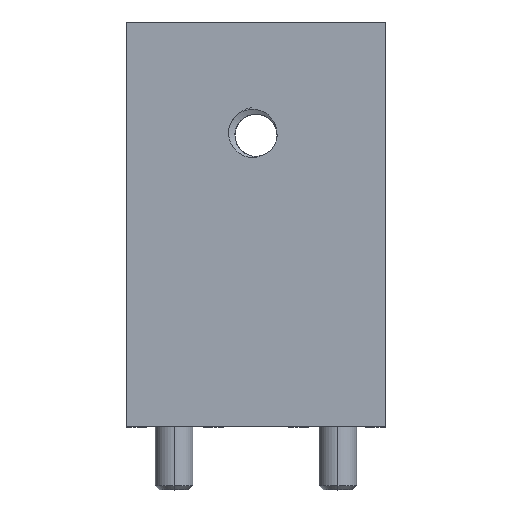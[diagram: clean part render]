
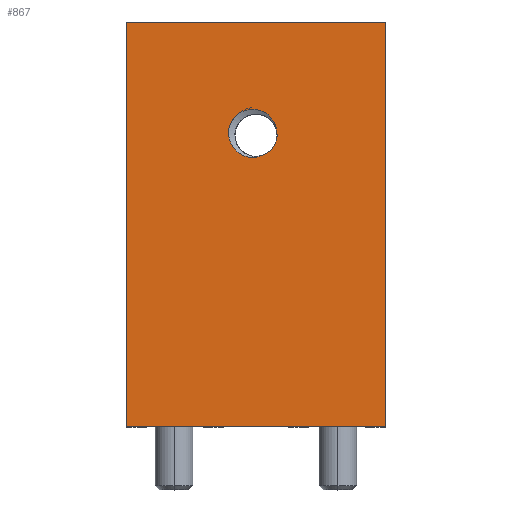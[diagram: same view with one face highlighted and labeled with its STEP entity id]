
A CAD part, top view. The second image highlights one B-rep face of the part: STEP entity #867.
In plain terms, the highlighted planar face has unit normal (0, 0, 1).
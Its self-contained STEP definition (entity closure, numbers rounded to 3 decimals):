
#1 = CARTESIAN_POINT ( 'NONE',  ( -1.042, 19.699, 3.454 ) ) ;
#113 = CARTESIAN_POINT ( 'NONE',  ( -8.128, 25.4, 3.454 ) ) ;
#153 = CARTESIAN_POINT ( 'NONE',  ( -0.672, 16.965, 3.454 ) ) ;
#201 = CARTESIAN_POINT ( 'NONE',  ( 1.088, 19.218, 3.454 ) ) ;
#232 = ORIENTED_EDGE ( 'NONE', *, *, #731, .F. ) ;
#242 = CARTESIAN_POINT ( 'NONE',  ( -8.128, 25.4, 3.454 ) ) ;
#249 = DIRECTION ( 'NONE',  ( -1., 0., 0. ) ) ;
#284 = CARTESIAN_POINT ( 'NONE',  ( 1.281, 18.619, 3.454 ) ) ;
#315 = VECTOR ( 'NONE', #1620, 1000. ) ;
#338 = CARTESIAN_POINT ( 'NONE',  ( -1.478, 17.575, 3.454 ) ) ;
#402 = CARTESIAN_POINT ( 'NONE',  ( 1.151, 19.106, 3.454 ) ) ;
#423 = DIRECTION ( 'NONE',  ( 1., 0., 0. ) ) ;
#443 = ORIENTED_EDGE ( 'NONE', *, *, #1953, .T. ) ;
#456 = CARTESIAN_POINT ( 'NONE',  ( 0.933, 17.336, 3.454 ) ) ;
#459 = FACE_OUTER_BOUND ( 'NONE', #1784, .T. ) ;
#463 = EDGE_CURVE ( 'NONE', #1639, #1405, #2280, .T. ) ;
#469 = VERTEX_POINT ( 'NONE', #2078 ) ;
#497 = ORIENTED_EDGE ( 'NONE', *, *, #2440, .F. ) ;
#504 = CARTESIAN_POINT ( 'NONE',  ( -1.726, 18.294, 3.454 ) ) ;
#532 = CARTESIAN_POINT ( 'NONE',  ( 8.128, 25.4, 3.454 ) ) ;
#542 = AXIS2_PLACEMENT_3D ( 'NONE', #834, #2189, #1028 ) ;
#545 = VECTOR ( 'NONE', #2454, 1000. ) ;
#564 = CIRCLE ( 'NONE', #542, 1.753 ) ;
#591 = LINE ( 'NONE', #1339, #2301 ) ;
#666 = CARTESIAN_POINT ( 'NONE',  ( 1.226, 17.765, 3.454 ) ) ;
#668 = CARTESIAN_POINT ( 'NONE',  ( 8.128, 0., 3.454 ) ) ;
#699 = VERTEX_POINT ( 'NONE', #2306 ) ;
#707 = EDGE_CURVE ( 'NONE', #469, #2037, #753, .T. ) ;
#731 = EDGE_CURVE ( 'NONE', #1612, #469, #1956, .T. ) ;
#737 = LINE ( 'NONE', #2007, #1706 ) ;
#753 = B_SPLINE_CURVE_WITH_KNOTS ( 'NONE', 3,
 ( #1344, #937, #1728, #402, #201, #2103, #1556, #944, #1895, #1913, #2298, #2282, #1328, #1 ),
 .UNSPECIFIED., .F., .F.,
 ( 4, 2, 2, 2, 2, 2, 4 ),
 ( 0., 0., 0.001, 0.002, 0.002, 0.003, 0.003 ),
 .UNSPECIFIED. ) ;
#777 = ORIENTED_EDGE ( 'NONE', *, *, #707, .F. ) ;
#803 = LINE ( 'NONE', #113, #315 ) ;
#822 = DIRECTION ( 'NONE',  ( 0., 0., -1. ) ) ;
#834 = CARTESIAN_POINT ( 'NONE',  ( 0., 18.29, 3.454 ) ) ;
#844 = EDGE_LOOP ( 'NONE', ( #1776, #777, #232, #903 ) ) ;
#867 = ADVANCED_FACE ( 'NONE', ( #1635, #459 ), #1392, .F. ) ;
#873 = CARTESIAN_POINT ( 'NONE',  ( 8.128, 25.4, 3.454 ) ) ;
#900 = CARTESIAN_POINT ( 'NONE',  ( -0.547, 16.929, 3.454 ) ) ;
#903 = ORIENTED_EDGE ( 'NONE', *, *, #2165, .F. ) ;
#937 = CARTESIAN_POINT ( 'NONE',  ( 1.271, 18.747, 3.454 ) ) ;
#944 = CARTESIAN_POINT ( 'NONE',  ( 0.19, 19.887, 3.454 ) ) ;
#946 = CARTESIAN_POINT ( 'NONE',  ( -1.042, 19.699, 3.454 ) ) ;
#989 = CARTESIAN_POINT ( 'NONE',  ( 0., 25.4, 3.454 ) ) ;
#1028 = DIRECTION ( 'NONE',  ( -1., 0., 0. ) ) ;
#1086 = CARTESIAN_POINT ( 'NONE',  ( -1.733, 18.549, 3.454 ) ) ;
#1087 = CARTESIAN_POINT ( 'NONE',  ( -1.733, 18.549, 3.454 ) ) ;
#1097 = CARTESIAN_POINT ( 'NONE',  ( -1.316, 17.369, 3.454 ) ) ;
#1163 = CARTESIAN_POINT ( 'NONE',  ( 0.657, 17.129, 3.454 ) ) ;
#1215 = CARTESIAN_POINT ( 'NONE',  ( 1.325, 18.45, 3.454 ) ) ;
#1223 = CARTESIAN_POINT ( 'NONE',  ( 1.334, 18.274, 3.454 ) ) ;
#1303 = CARTESIAN_POINT ( 'NONE',  ( 0.329, 17.009, 3.454 ) ) ;
#1328 = CARTESIAN_POINT ( 'NONE',  ( -0.931, 19.762, 3.454 ) ) ;
#1339 = CARTESIAN_POINT ( 'NONE',  ( 0., 25.4, 3.454 ) ) ;
#1344 = CARTESIAN_POINT ( 'NONE',  ( 1.281, 18.619, 3.454 ) ) ;
#1366 = CARTESIAN_POINT ( 'NONE',  ( 1.285, 17.932, 3.454 ) ) ;
#1392 = PLANE ( 'NONE',  #2321 ) ;
#1393 = ORIENTED_EDGE ( 'NONE', *, *, #463, .F. ) ;
#1405 = VERTEX_POINT ( 'NONE', #668 ) ;
#1466 = EDGE_CURVE ( 'NONE', #1778, #699, #803, .T. ) ;
#1472 = CARTESIAN_POINT ( 'NONE',  ( -1.737, 18.421, 3.454 ) ) ;
#1538 = EDGE_CURVE ( 'NONE', #1579, #2037, #564, .T. ) ;
#1556 = CARTESIAN_POINT ( 'NONE',  ( 0.651, 19.683, 3.454 ) ) ;
#1579 = VERTEX_POINT ( 'NONE', #1087 ) ;
#1606 = CARTESIAN_POINT ( 'NONE',  ( 0.329, 17.009, 3.454 ) ) ;
#1612 = VERTEX_POINT ( 'NONE', #2062 ) ;
#1620 = DIRECTION ( 'NONE',  ( 0., -1., 0. ) ) ;
#1635 = FACE_BOUND ( 'NONE', #844, .T. ) ;
#1639 = VERTEX_POINT ( 'NONE', #873 ) ;
#1706 = VECTOR ( 'NONE', #2035, 1000. ) ;
#1728 = CARTESIAN_POINT ( 'NONE',  ( 1.242, 18.869, 3.454 ) ) ;
#1776 = ORIENTED_EDGE ( 'NONE', *, *, #1538, .T. ) ;
#1778 = VERTEX_POINT ( 'NONE', #242 ) ;
#1784 = EDGE_LOOP ( 'NONE', ( #443, #1393, #497, #2178 ) ) ;
#1801 = CARTESIAN_POINT ( 'NONE',  ( 0.498, 17.052, 3.454 ) ) ;
#1857 = CARTESIAN_POINT ( 'NONE',  ( -1.677, 18.044, 3.454 ) ) ;
#1895 = CARTESIAN_POINT ( 'NONE',  ( -0.067, 19.929, 3.454 ) ) ;
#1913 = CARTESIAN_POINT ( 'NONE',  ( -0.446, 19.905, 3.454 ) ) ;
#1953 = EDGE_CURVE ( 'NONE', #699, #1405, #737, .T. ) ;
#1956 = B_SPLINE_CURVE_WITH_KNOTS ( 'NONE', 3,
 ( #1606, #1801, #1163, #456, #2367, #666, #1366, #1223, #1215, #284 ),
 .UNSPECIFIED., .F., .F.,
 ( 4, 2, 2, 2, 4 ),
 ( 0., 0.001, 0.001, 0.002, 0.002 ),
 .UNSPECIFIED. ) ;
#2007 = CARTESIAN_POINT ( 'NONE',  ( 0., 0., 3.454 ) ) ;
#2035 = DIRECTION ( 'NONE',  ( 1., 0., 0. ) ) ;
#2037 = VERTEX_POINT ( 'NONE', #946 ) ;
#2062 = CARTESIAN_POINT ( 'NONE',  ( 0.329, 17.009, 3.454 ) ) ;
#2066 = CARTESIAN_POINT ( 'NONE',  ( -1.016, 17.132, 3.454 ) ) ;
#2078 = CARTESIAN_POINT ( 'NONE',  ( 1.281, 18.619, 3.454 ) ) ;
#2088 = CARTESIAN_POINT ( 'NONE',  ( 0.093, 16.904, 3.454 ) ) ;
#2103 = CARTESIAN_POINT ( 'NONE',  ( 0.858, 19.52, 3.454 ) ) ;
#2165 = EDGE_CURVE ( 'NONE', #1579, #1612, #2340, .T. ) ;
#2178 = ORIENTED_EDGE ( 'NONE', *, *, #1466, .T. ) ;
#2189 = DIRECTION ( 'NONE',  ( 0., 0., -1. ) ) ;
#2242 = CARTESIAN_POINT ( 'NONE',  ( -1.637, 17.92, 3.454 ) ) ;
#2248 = CARTESIAN_POINT ( 'NONE',  ( -0.168, 16.875, 3.454 ) ) ;
#2280 = LINE ( 'NONE', #532, #545 ) ;
#2282 = CARTESIAN_POINT ( 'NONE',  ( -0.814, 19.811, 3.454 ) ) ;
#2298 = CARTESIAN_POINT ( 'NONE',  ( -0.572, 19.883, 3.454 ) ) ;
#2301 = VECTOR ( 'NONE', #423, 1000. ) ;
#2306 = CARTESIAN_POINT ( 'NONE',  ( -8.128, 0., 3.454 ) ) ;
#2321 = AXIS2_PLACEMENT_3D ( 'NONE', #989, #822, #249 ) ;
#2340 = B_SPLINE_CURVE_WITH_KNOTS ( 'NONE', 3,
 ( #1086, #1472, #504, #1857, #2242, #338, #1097, #2066, #2428, #153, #900, #2248, #2088, #1303 ),
 .UNSPECIFIED., .F., .F.,
 ( 4, 2, 2, 2, 2, 2, 4 ),
 ( 0., 0., 0.001, 0.002, 0.002, 0.002, 0.003 ),
 .UNSPECIFIED. ) ;
#2367 = CARTESIAN_POINT ( 'NONE',  ( 1.051, 17.469, 3.454 ) ) ;
#2428 = CARTESIAN_POINT ( 'NONE',  ( -0.905, 17.065, 3.454 ) ) ;
#2440 = EDGE_CURVE ( 'NONE', #1778, #1639, #591, .T. ) ;
#2454 = DIRECTION ( 'NONE',  ( 0., -1., 0. ) ) ;
